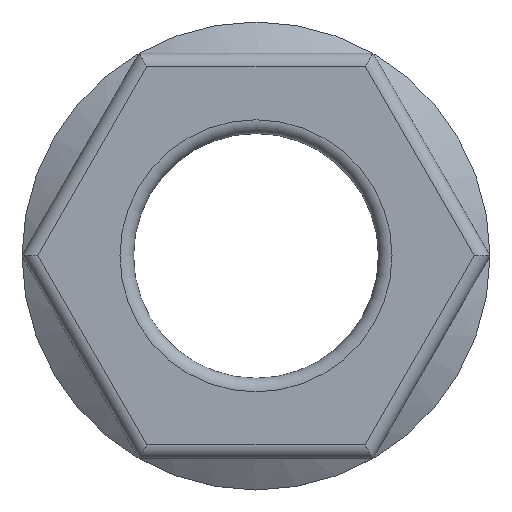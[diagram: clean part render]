
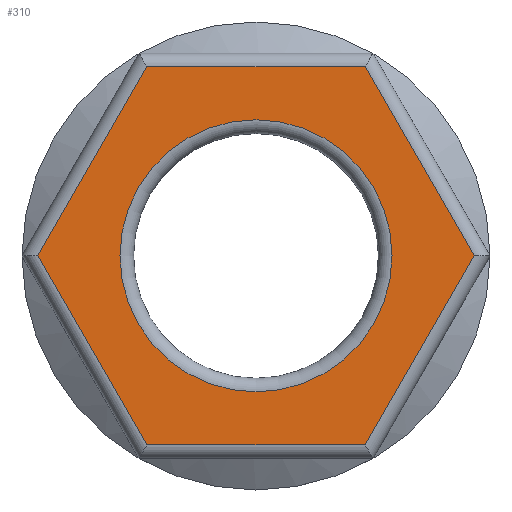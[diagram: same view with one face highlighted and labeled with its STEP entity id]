
A CAD part, top view. The second image highlights one B-rep face of the part: STEP entity #310.
In plain terms, the highlighted planar face has unit normal (0, 0, 1).
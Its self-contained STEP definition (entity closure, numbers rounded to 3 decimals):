
#244=CARTESIAN_POINT('',(5.0,0.0,4.5));
#245=VERTEX_POINT('',#244);
#246=CARTESIAN_POINT('',(0.0,0.0,4.5));
#247=DIRECTION('',(-0.0,-0.0,-1.0));
#248=DIRECTION('',(1.0,0.0,-0.0));
#249=AXIS2_PLACEMENT_3D('',#246,#247,#248);
#250=CIRCLE('',#249,5.0);
#251=EDGE_CURVE('n� 893',#245,#245,#250,.T.);
#252=ORIENTED_EDGE('',*,*,#251,.T.);
#253=EDGE_LOOP('',(#252));
#254=FACE_OUTER_BOUND('',#253,.T.);
#255=CARTESIAN_POINT('',(-4.011,-6.948,4.5));
#256=VERTEX_POINT('',#255);
#257=CARTESIAN_POINT('',(4.011,-6.948,4.5));
#258=VERTEX_POINT('',#257);
#259=CARTESIAN_POINT('',(4.3,-6.948,4.5));
#260=DIRECTION('',(1.0,0.0,0.0));
#261=VECTOR('',#260,1.0);
#262=LINE('',#259,#261);
#263=EDGE_CURVE('n� 885',#256,#258,#262,.T.);
#264=ORIENTED_EDGE('',*,*,#263,.T.);
#265=CARTESIAN_POINT('',(8.023,-0.0,4.5));
#266=VERTEX_POINT('',#265);
#267=CARTESIAN_POINT('',(8.167,0.25,4.5));
#268=DIRECTION('',(0.5,0.866,0.0));
#269=VECTOR('',#268,1.0);
#270=LINE('',#267,#269);
#271=EDGE_CURVE('n� 888',#258,#266,#270,.T.);
#272=ORIENTED_EDGE('',*,*,#271,.T.);
#273=CARTESIAN_POINT('',(4.011,6.948,4.5));
#274=VERTEX_POINT('',#273);
#275=CARTESIAN_POINT('',(3.867,7.198,4.5));
#276=DIRECTION('',(-0.5,0.866,0.0));
#277=VECTOR('',#276,1.0);
#278=LINE('',#275,#277);
#279=EDGE_CURVE('n� 869',#266,#274,#278,.T.);
#280=ORIENTED_EDGE('',*,*,#279,.T.);
#281=CARTESIAN_POINT('',(-4.011,6.948,4.5));
#282=VERTEX_POINT('',#281);
#283=CARTESIAN_POINT('',(-4.3,6.948,4.5));
#284=DIRECTION('',(-1.0,0.0,0.0));
#285=VECTOR('',#284,1.0);
#286=LINE('',#283,#285);
#287=EDGE_CURVE('n� 873',#274,#282,#286,.T.);
#288=ORIENTED_EDGE('',*,*,#287,.T.);
#289=CARTESIAN_POINT('',(-8.023,-0.0,4.5));
#290=VERTEX_POINT('',#289);
#291=CARTESIAN_POINT('',(-8.167,-0.25,4.5));
#292=DIRECTION('',(-0.5,-0.866,0.0));
#293=VECTOR('',#292,1.0);
#294=LINE('',#291,#293);
#295=EDGE_CURVE('n� 877',#282,#290,#294,.T.);
#296=ORIENTED_EDGE('',*,*,#295,.T.);
#297=CARTESIAN_POINT('',(-3.867,-7.198,4.5));
#298=DIRECTION('',(0.5,-0.866,0.0));
#299=VECTOR('',#298,1.0);
#300=LINE('',#297,#299);
#301=EDGE_CURVE('n� 881',#290,#256,#300,.T.);
#302=ORIENTED_EDGE('',*,*,#301,.T.);
#303=EDGE_LOOP('',(#264,#272,#280,#288,#296,#302));
#304=FACE_BOUND('',#303,.T.);
#305=CARTESIAN_POINT('',(0.0,0.0,4.5));
#306=DIRECTION('',(0.0,0.0,1.0));
#307=DIRECTION('',(1.0,0.0,-0.0));
#308=AXIS2_PLACEMENT_3D('',#305,#306,#307);
#309=PLANE('',#308);
#310=ADVANCED_FACE('n� 161',(#254,#304),#309,.T.);
